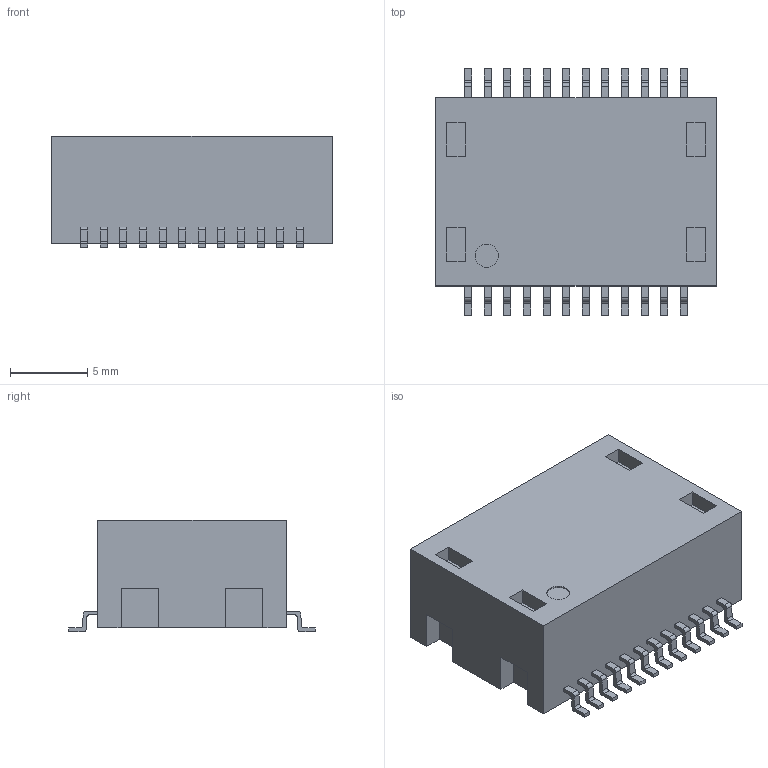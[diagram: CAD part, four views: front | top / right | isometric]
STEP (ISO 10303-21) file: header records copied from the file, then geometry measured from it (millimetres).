
FILE_DESCRIPTION((''),'2;1');
FILE_NAME('C-2337822-2','2018-07-03T',('workeradm'),('TE Connectivity Ltd.'),'CREO PARAMETRIC BY PTC INC, 2016050','CREO PARAMETRIC BY PTC INC, 2016050','');
FILE_SCHEMA(('AUTOMOTIVE_DESIGN { 1 0 10303 214 1 1 1 1 }'));
Length unit declared in the file: millimetre
Products named in the file (1): C-2337822-2
Bounding box: 18.16 x 16 x 7.24 mm (x, y, z)
Volume: 1517.8 mm3; surface area: 1015.7 mm2
Topology: 1 solids, 1 shells, 357 faces, 978 edges, 652 vertices
Faces by surface type: plane 259, cylinder 98
Entity records: 11312 total; most frequent: CARTESIAN_POINT 1989, ORIENTED_EDGE 1956, DIRECTION 1888, EDGE_CURVE 978, VECTOR 782, LINE 782, VERTEX_POINT 652, AXIS2_PLACEMENT_3D 553
